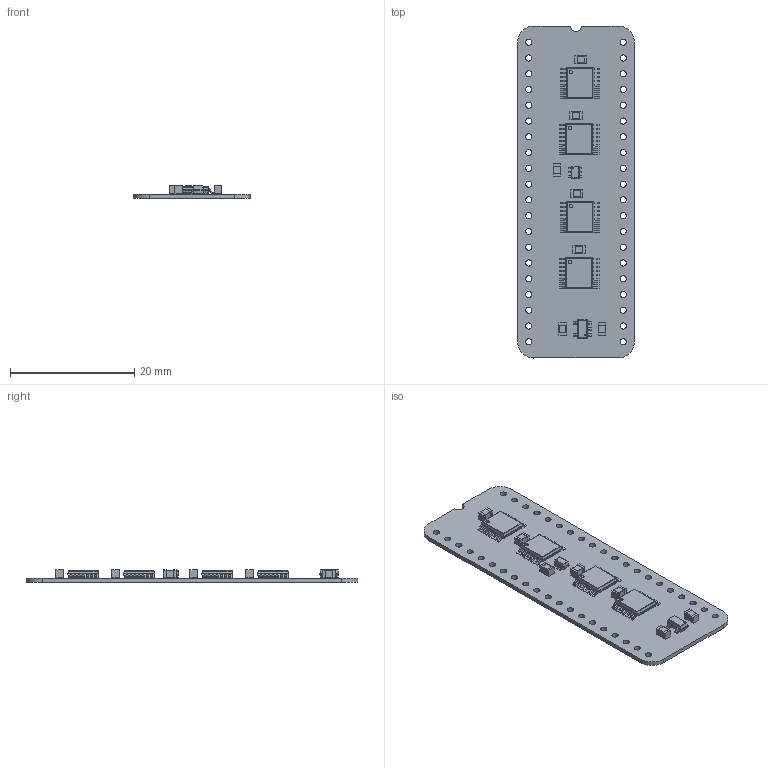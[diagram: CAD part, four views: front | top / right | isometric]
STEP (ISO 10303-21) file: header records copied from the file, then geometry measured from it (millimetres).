
FILE_DESCRIPTION(('KiCad electronic assembly'),'2;1');
FILE_NAME('Counter 16bit.step','2024-09-01T19:38:26',('Pcbnew'),('Kicad' ),'Open CASCADE STEP processor 7.8','KiCad to STEP converter', 'Unknown');
FILE_SCHEMA(('AUTOMOTIVE_DESIGN { 1 0 10303 214 1 1 1 1 }'));
Length unit declared in the file: millimetre
Products named in the file (10): Counter 16bit 1; C_0805_2012Metric; MC74VHC139DR2G; ASSEMBLY; AP7365-33WG-7; 74LVC2G04GW-Q100H; Counter 16bit_PCB
Assembly tree (18 placements, depth 3):
  Counter 16bit 1
    C_0805_2012Metric  x7
      C_0805_2012Metric
    MC74VHC139DR2G  x4
      ASSEMBLY
    AP7365-33WG-7
      ASSEMBLY
    74LVC2G04GW-Q100H
      ASSEMBLY
    Counter 16bit_PCB
Bounding box: 18.8 x 53.49 x 2.05 mm (x, y, z)
Volume: 792.2 mm3; surface area: 2547.1 mm2
Topology: 89 solids, 89 shells, 1367 faces, 3411 edges, 2242 vertices
Faces by surface type: plane 959, cylinder 408
Full cylindrical faces by diameter (mm): 0.156 x1, 0.2 x1, 0.55 x4, 1 x40
Entity records: 15471 total; most frequent: DIRECTION 2604, CARTESIAN_POINT 2596, ORIENTED_EDGE 2508, EDGE_CURVE 1254, LINE 948, VECTOR 948, AXIS2_PLACEMENT_3D 828, VERTEX_POINT 820
